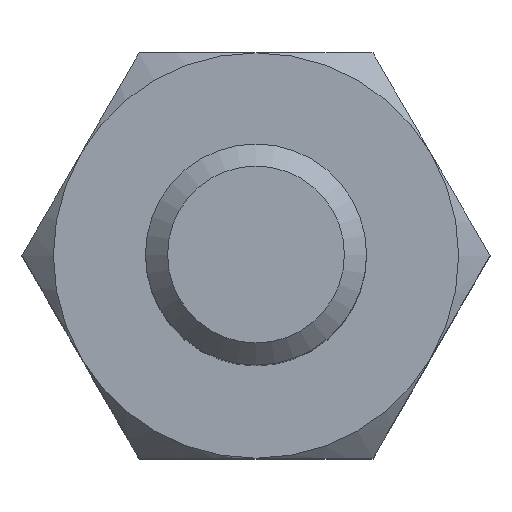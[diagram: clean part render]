
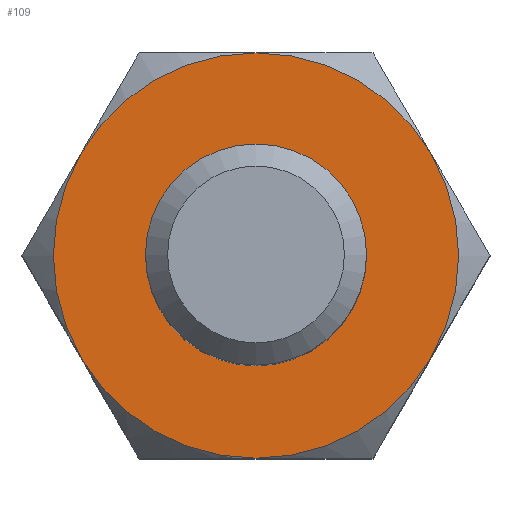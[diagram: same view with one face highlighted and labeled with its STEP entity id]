
A CAD part, top view. The second image highlights one B-rep face of the part: STEP entity #109.
In plain terms, the highlighted planar face has unit normal (0, 0, 1).
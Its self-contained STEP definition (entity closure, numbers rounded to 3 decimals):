
#109 = ADVANCED_FACE( '', ( #225, #226 ), #227, .F. );
#225 = FACE_BOUND( '', #337, .T. );
#226 = FACE_OUTER_BOUND( '', #338, .T. );
#227 = PLANE( '', #339 );
#337 = EDGE_LOOP( '', ( #552 ) );
#338 = EDGE_LOOP( '', ( #553, #554, #555, #556, #557, #558 ) );
#339 = AXIS2_PLACEMENT_3D( '', #559, #560, #561 );
#552 = ORIENTED_EDGE( '', *, *, #642, .T. );
#553 = ORIENTED_EDGE( '', *, *, #635, .T. );
#554 = ORIENTED_EDGE( '', *, *, #652, .T. );
#555 = ORIENTED_EDGE( '', *, *, #648, .T. );
#556 = ORIENTED_EDGE( '', *, *, #585, .T. );
#557 = ORIENTED_EDGE( '', *, *, #662, .T. );
#558 = ORIENTED_EDGE( '', *, *, #615, .T. );
#559 = CARTESIAN_POINT( '', ( 0., 0., 0. ) );
#560 = DIRECTION( '', ( 0., 0., -1. ) );
#561 = DIRECTION( '', ( -1., 0., 0. ) );
#585 = EDGE_CURVE( '', #668, #671, #673, .F. );
#615 = EDGE_CURVE( '', #713, #719, #721, .T. );
#635 = EDGE_CURVE( '', #719, #747, #749, .F. );
#642 = EDGE_CURVE( '', #758, #758, #759, .T. );
#648 = EDGE_CURVE( '', #763, #668, #767, .F. );
#652 = EDGE_CURVE( '', #747, #763, #772, .F. );
#662 = EDGE_CURVE( '', #671, #713, #782, .F. );
#668 = VERTEX_POINT( '', #787 );
#671 = VERTEX_POINT( '', #795 );
#673 = CIRCLE( '', #804, 2.75 );
#713 = VERTEX_POINT( '', #881 );
#719 = VERTEX_POINT( '', #901 );
#721 = CIRCLE( '', #910, 2.75 );
#747 = VERTEX_POINT( '', #971 );
#749 = CIRCLE( '', #980, 2.75 );
#758 = VERTEX_POINT( '', #1001 );
#759 = CIRCLE( '', #1002, 1.3 );
#763 = VERTEX_POINT( '', #1007 );
#767 = CIRCLE( '', #1025, 2.75 );
#772 = CIRCLE( '', #1042, 2.75 );
#782 = CIRCLE( '', #1059, 2.75 );
#787 = CARTESIAN_POINT( '', ( 2.382, -1.375, 0. ) );
#795 = CARTESIAN_POINT( '', ( 2.382, 1.375, 0. ) );
#804 = AXIS2_PLACEMENT_3D( '', #1063, #1064, #1065 );
#881 = CARTESIAN_POINT( '', ( 0., 2.75, 0. ) );
#901 = CARTESIAN_POINT( '', ( -2.382, 1.375, 0. ) );
#910 = AXIS2_PLACEMENT_3D( '', #1095, #1096, #1097 );
#971 = CARTESIAN_POINT( '', ( -2.382, -1.375, 0. ) );
#980 = AXIS2_PLACEMENT_3D( '', #1117, #1118, #1119 );
#1001 = CARTESIAN_POINT( '', ( -1.3, 0., 0. ) );
#1002 = AXIS2_PLACEMENT_3D( '', #1123, #1124, #1125 );
#1007 = CARTESIAN_POINT( '', ( 0., -2.75, 0. ) );
#1025 = AXIS2_PLACEMENT_3D( '', #1127, #1128, #1129 );
#1042 = AXIS2_PLACEMENT_3D( '', #1130, #1131, #1132 );
#1059 = AXIS2_PLACEMENT_3D( '', #1135, #1136, #1137 );
#1063 = CARTESIAN_POINT( '', ( 0., 0., 0. ) );
#1064 = DIRECTION( '', ( 0., 0., -1. ) );
#1065 = DIRECTION( '', ( -1., 0., 0. ) );
#1095 = CARTESIAN_POINT( '', ( 0., 0., 0. ) );
#1096 = DIRECTION( '', ( 0., 0., 1. ) );
#1097 = DIRECTION( '', ( 1., 0., 0. ) );
#1117 = CARTESIAN_POINT( '', ( 0., 0., 0. ) );
#1118 = DIRECTION( '', ( 0., 0., -1. ) );
#1119 = DIRECTION( '', ( -1., 0., 0. ) );
#1123 = CARTESIAN_POINT( '', ( 0., 0., 0. ) );
#1124 = DIRECTION( '', ( 0., 0., -1. ) );
#1125 = DIRECTION( '', ( -1., 0., 0. ) );
#1127 = CARTESIAN_POINT( '', ( 0., 0., 0. ) );
#1128 = DIRECTION( '', ( 0., 0., -1. ) );
#1129 = DIRECTION( '', ( -1., 0., 0. ) );
#1130 = CARTESIAN_POINT( '', ( 0., 0., 0. ) );
#1131 = DIRECTION( '', ( 0., 0., -1. ) );
#1132 = DIRECTION( '', ( -1., 0., 0. ) );
#1135 = CARTESIAN_POINT( '', ( 0., 0., 0. ) );
#1136 = DIRECTION( '', ( 0., 0., -1. ) );
#1137 = DIRECTION( '', ( -1., 0., 0. ) );
